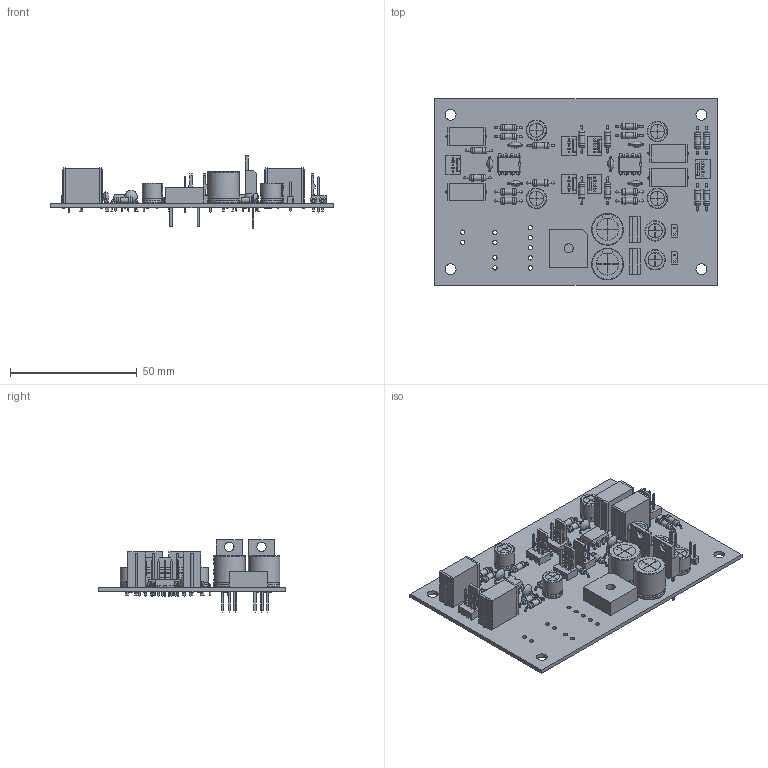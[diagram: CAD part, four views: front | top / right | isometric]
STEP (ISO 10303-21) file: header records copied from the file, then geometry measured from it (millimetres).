
FILE_DESCRIPTION(('KiCad electronic assembly'),'2;1');
FILE_NAME('el_precheapo.step','2021-03-13T16:50:46',('An Author'),( 'A Company'),'Open CASCADE STEP processor 7.3', 'KiCad to STEP converter','Unknown');
FILE_SCHEMA(('AUTOMOTIVE_DESIGN { 1 0 10303 214 1 1 1 1 }'));
Length unit declared in the file: millimetre
Products named in the file (24): Open CASCADE STEP translator 7.3 1; Molex_KK-254_AE-6410-03A_1x03_P2.54mm_Vertical; SOLID; DIP-8_W7.62mm; TO-220-3_Vertical; R_Axial_DIN0207_L6.3mm_D2.5mm_P10.16mm_Horizontal; PinHeader_1x02_P2.54mm_Vertical; Diode_Bridge_15.1x15.1x6.3mm_P10.9mm; C_Rect_L16.5mm_W7.0mm_P15.00mm_MKT; C_Disc_D5.0mm_W2.5mm_P5.00mm; CP_Radial_D8.0mm_P3.80mm; C_Disc_D4.7mm_W2.5mm_P5.00mm; CP_Radial_D12.5mm_P5.00mm; COMPOUND
Assembly tree (63 placements, depth 3):
  Open CASCADE STEP translator 7.3 1
    Molex_KK-254_AE-6410-03A_1x03_P2.54mm_Vertical  x6
      SOLID
    DIP-8_W7.62mm  x2
      SOLID
    TO-220-3_Vertical  x2
      SOLID
    R_Axial_DIN0207_L6.3mm_D2.5mm_P10.16mm_Horizontal  x20
      SOLID
    PinHeader_1x02_P2.54mm_Vertical  x2
      SOLID
    Diode_Bridge_15.1x15.1x6.3mm_P10.9mm
      SOLID
    C_Rect_L16.5mm_W7.0mm_P15.00mm_MKT  x4
      SOLID
    C_Disc_D5.0mm_W2.5mm_P5.00mm  x4
      SOLID
    CP_Radial_D8.0mm_P3.80mm  x6
      SOLID
    C_Disc_D4.7mm_W2.5mm_P5.00mm  x2
      SOLID
    CP_Radial_D12.5mm_P5.00mm  x2
      SOLID
    COMPOUND
Bounding box: 111.76 x 73.66 x 28.52 mm (x, y, z)
Volume: 28786.9 mm3; surface area: 32083.9 mm2
Topology: 52 solids, 60 shells, 2121 faces, 5111 edges, 3260 vertices
Faces by surface type: plane 1373, cylinder 478, bspline 102, torus 96, revolution 60, sphere 12
Full cylindrical faces by diameter (mm): 0.5 x36, 0.6 x80, 0.8 x88, 0.9 x4, 1 x8, 1.1 x14, 1.2 x26, 1.7 x11, 2.25 x20, 2.5 x40, 3.6 x1, 3.735 x2, 4.3 x4
Entity records: 54176 total; most frequent: CARTESIAN_POINT 14137, DIRECTION 6734, LINE 4012, VECTOR 4012, ORIENTED_EDGE 3482, PCURVE 3482, DEFINITIONAL_REPRESENTATION 3482, EDGE_CURVE 1741
